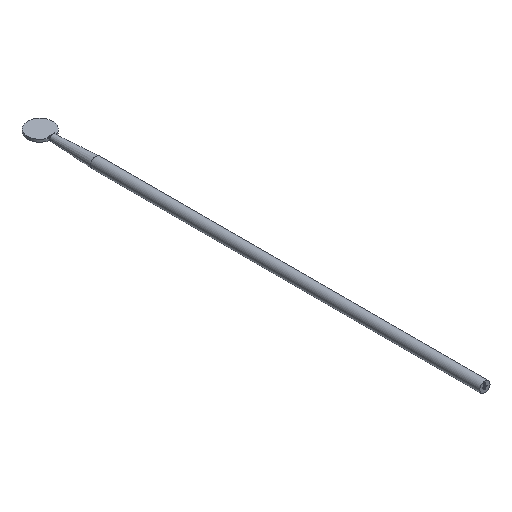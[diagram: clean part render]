
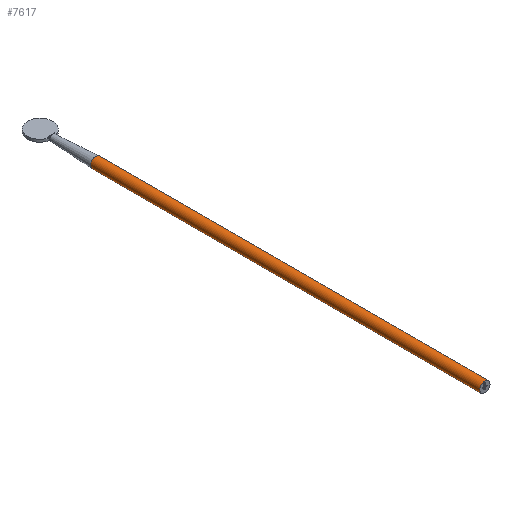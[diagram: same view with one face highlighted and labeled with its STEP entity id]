
A CAD part, isometric view. The second image highlights one B-rep face of the part: STEP entity #7617.
In plain terms, the highlighted cylindrical face has radius 6 mm (diameter 12 mm), a full revolution.
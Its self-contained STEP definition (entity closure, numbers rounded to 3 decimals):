
#330 = FACE_OUTER_BOUND ( 'NONE', #4519, .T. ) ;
#1399 = CYLINDRICAL_SURFACE ( 'NONE', #4734, 6. ) ;
#1425 = CARTESIAN_POINT ( 'NONE',  ( 0., 455., -6. ) ) ;
#1500 = ORIENTED_EDGE ( 'NONE', *, *, #8595, .F. ) ;
#2198 = EDGE_CURVE ( 'NONE', #2331, #2331, #2361, .T. ) ;
#2331 = VERTEX_POINT ( 'NONE', #1425 ) ;
#2361 = CIRCLE ( 'NONE', #8800, 6. ) ;
#2566 = VERTEX_POINT ( 'NONE', #5091 ) ;
#3271 = CARTESIAN_POINT ( 'NONE',  ( 0., 0., 0. ) ) ;
#3796 = DIRECTION ( 'NONE',  ( 0., 0., -1. ) ) ;
#4059 = DIRECTION ( 'NONE',  ( 0., -1., 0. ) ) ;
#4180 = AXIS2_PLACEMENT_3D ( 'NONE', #3271, #4059, #9331 ) ;
#4406 = DIRECTION ( 'NONE',  ( 0., -1., 0. ) ) ;
#4519 = EDGE_LOOP ( 'NONE', ( #4926 ) ) ;
#4734 = AXIS2_PLACEMENT_3D ( 'NONE', #6916, #8287, #3796 ) ;
#4926 = ORIENTED_EDGE ( 'NONE', *, *, #2198, .T. ) ;
#5091 = CARTESIAN_POINT ( 'NONE',  ( 0., 0., -6. ) ) ;
#6095 = FACE_OUTER_BOUND ( 'NONE', #8733, .T. ) ;
#6916 = CARTESIAN_POINT ( 'NONE',  ( 0., 505.414, 0. ) ) ;
#7466 = DIRECTION ( 'NONE',  ( 0., 0., -1. ) ) ;
#7617 = ADVANCED_FACE ( 'NONE', ( #330, #6095 ), #1399, .T. ) ;
#8287 = DIRECTION ( 'NONE',  ( 0., -1., 0. ) ) ;
#8595 = EDGE_CURVE ( 'NONE', #2566, #2566, #8886, .T. ) ;
#8733 = EDGE_LOOP ( 'NONE', ( #1500 ) ) ;
#8800 = AXIS2_PLACEMENT_3D ( 'NONE', #8915, #4406, #7466 ) ;
#8886 = CIRCLE ( 'NONE', #4180, 6. ) ;
#8915 = CARTESIAN_POINT ( 'NONE',  ( 0., 455., 0. ) ) ;
#9331 = DIRECTION ( 'NONE',  ( 0., 0., -1. ) ) ;
